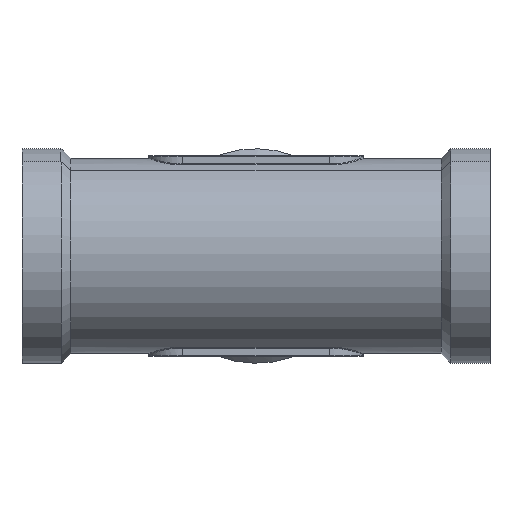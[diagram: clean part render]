
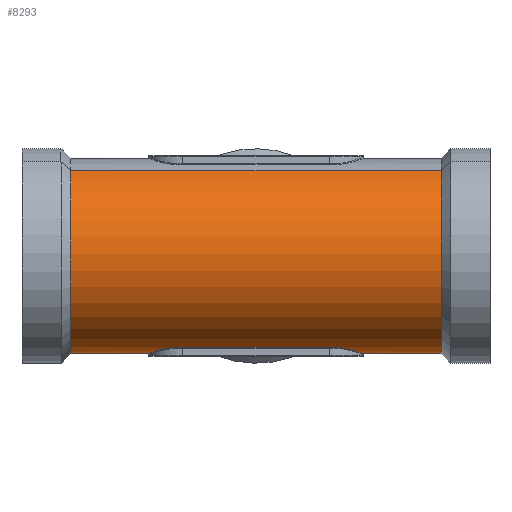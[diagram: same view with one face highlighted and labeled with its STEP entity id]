
A CAD part, left-side view. The second image highlights one B-rep face of the part: STEP entity #8293.
In plain terms, the highlighted cylindrical face has radius 10 mm (diameter 20 mm), a partial arc.
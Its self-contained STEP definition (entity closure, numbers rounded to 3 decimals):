
#114=CARTESIAN_POINT('Axis2P3D Location',(0.,-19.,0.)) ;
#118=CARTESIAN_POINT('Vertex',(-4.794,-19.,8.776)) ;
#120=CARTESIAN_POINT('Vertex',(4.794,-19.,-8.776)) ;
#149=CARTESIAN_POINT('Vertex',(-4.794,19.,8.776)) ;
#165=CARTESIAN_POINT('Vertex',(4.794,19.,-8.776)) ;
#168=CARTESIAN_POINT('Axis2P3D Location',(0.,19.,0.)) ;
#7542=CARTESIAN_POINT('Axis2P3D Location',(0.,12.,0.)) ;
#7556=CARTESIAN_POINT('Vertex',(4.794,5.753,-8.776)) ;
#7559=CARTESIAN_POINT('Line Origine',(4.794,9.5,-8.776)) ;
#7898=CARTESIAN_POINT('Line Origine',(4.794,9.5,-8.776)) ;
#7902=CARTESIAN_POINT('Vertex',(4.794,-5.753,-8.776)) ;
#8171=CARTESIAN_POINT('Control Point',(3.564,4.277,-9.343)) ;
#8172=CARTESIAN_POINT('Control Point',(3.613,4.335,-9.325)) ;
#8173=CARTESIAN_POINT('Control Point',(3.661,4.394,-9.306)) ;
#8174=CARTESIAN_POINT('Control Point',(3.71,4.452,-9.287)) ;
#8175=CARTESIAN_POINT('Control Point',(3.958,4.75,-9.186)) ;
#8176=CARTESIAN_POINT('Control Point',(4.205,5.046,-9.077)) ;
#8177=CARTESIAN_POINT('Control Point',(4.403,5.283,-8.983)) ;
#8178=CARTESIAN_POINT('Control Point',(4.599,5.519,-8.882)) ;
#8179=CARTESIAN_POINT('Control Point',(4.794,5.753,-8.776)) ;
#8180=CARTESIAN_POINT('Vertex',(3.564,4.277,-9.343)) ;
#8210=CARTESIAN_POINT('Control Point',(4.794,-5.753,-8.776)) ;
#8211=CARTESIAN_POINT('Control Point',(4.391,-5.269,-8.996)) ;
#8212=CARTESIAN_POINT('Control Point',(3.98,-4.776,-9.185)) ;
#8213=CARTESIAN_POINT('Control Point',(3.564,-4.277,-9.343)) ;
#8214=CARTESIAN_POINT('Vertex',(3.564,-4.277,-9.343)) ;
#8217=CARTESIAN_POINT('Line Origine',(-4.794,9.5,8.776)) ;
#8222=CARTESIAN_POINT('Line Origine',(3.564,9.5,-9.343)) ;
#8226=CARTESIAN_POINT('Vertex',(3.564,7.5,-9.343)) ;
#8230=CARTESIAN_POINT('Control Point',(-3.564,7.5,-9.343)) ;
#8231=CARTESIAN_POINT('Control Point',(-3.564,8.019,-9.343)) ;
#8232=CARTESIAN_POINT('Control Point',(-3.472,8.539,-9.379)) ;
#8233=CARTESIAN_POINT('Control Point',(-3.286,9.031,-9.449)) ;
#8234=CARTESIAN_POINT('Control Point',(-2.707,10.006,-9.645)) ;
#8235=CARTESIAN_POINT('Control Point',(-1.804,10.695,-9.857)) ;
#8236=CARTESIAN_POINT('Control Point',(-1.237,10.963,-9.952)) ;
#8237=CARTESIAN_POINT('Control Point',(-0.044,11.226,-10.044)) ;
#8238=CARTESIAN_POINT('Control Point',(1.151,10.984,-9.959)) ;
#8239=CARTESIAN_POINT('Control Point',(1.694,10.747,-9.875)) ;
#8240=CARTESIAN_POINT('Control Point',(2.627,10.093,-9.67)) ;
#8241=CARTESIAN_POINT('Control Point',(3.246,9.136,-9.465)) ;
#8242=CARTESIAN_POINT('Control Point',(3.458,8.613,-9.384)) ;
#8243=CARTESIAN_POINT('Control Point',(3.564,8.056,-9.343)) ;
#8244=CARTESIAN_POINT('Control Point',(3.564,7.5,-9.343)) ;
#8245=CARTESIAN_POINT('Vertex',(-3.564,7.5,-9.343)) ;
#8248=CARTESIAN_POINT('Line Origine',(-3.564,9.5,-9.343)) ;
#8252=CARTESIAN_POINT('Vertex',(-3.564,-7.5,-9.343)) ;
#8256=CARTESIAN_POINT('Control Point',(3.564,-7.5,-9.343)) ;
#8257=CARTESIAN_POINT('Control Point',(3.564,-8.019,-9.343)) ;
#8258=CARTESIAN_POINT('Control Point',(3.472,-8.539,-9.379)) ;
#8259=CARTESIAN_POINT('Control Point',(3.286,-9.031,-9.449)) ;
#8260=CARTESIAN_POINT('Control Point',(2.707,-10.006,-9.645)) ;
#8261=CARTESIAN_POINT('Control Point',(1.804,-10.695,-9.857)) ;
#8262=CARTESIAN_POINT('Control Point',(1.237,-10.963,-9.952)) ;
#8263=CARTESIAN_POINT('Control Point',(0.044,-11.226,-10.044)) ;
#8264=CARTESIAN_POINT('Control Point',(-1.151,-10.984,-9.959)) ;
#8265=CARTESIAN_POINT('Control Point',(-1.694,-10.747,-9.875)) ;
#8266=CARTESIAN_POINT('Control Point',(-2.627,-10.093,-9.67)) ;
#8267=CARTESIAN_POINT('Control Point',(-3.246,-9.136,-9.465)) ;
#8268=CARTESIAN_POINT('Control Point',(-3.458,-8.613,-9.384)) ;
#8269=CARTESIAN_POINT('Control Point',(-3.564,-8.056,-9.343)) ;
#8270=CARTESIAN_POINT('Control Point',(-3.564,-7.5,-9.343)) ;
#8271=CARTESIAN_POINT('Vertex',(3.564,-7.5,-9.343)) ;
#8274=CARTESIAN_POINT('Line Origine',(3.564,9.5,-9.343)) ;
#115=DIRECTION('Axis2P3D Direction',(0.,-1.,0.)) ;
#169=DIRECTION('Axis2P3D Direction',(0.,-1.,0.)) ;
#7543=DIRECTION('Axis2P3D Direction',(0.,-1.,-0.)) ;
#7544=DIRECTION('Axis2P3D XDirection',(-0.479,0.,0.878)) ;
#7560=DIRECTION('Vector Direction',(0.,-1.,0.)) ;
#7899=DIRECTION('Vector Direction',(0.,-1.,0.)) ;
#8218=DIRECTION('Vector Direction',(0.,-1.,0.)) ;
#8223=DIRECTION('Vector Direction',(0.,-1.,0.)) ;
#8249=DIRECTION('Vector Direction',(0.,-1.,0.)) ;
#8275=DIRECTION('Vector Direction',(0.,-1.,0.)) ;
#116=AXIS2_PLACEMENT_3D('Circle Axis2P3D',#114,#115,$) ;
#170=AXIS2_PLACEMENT_3D('Circle Axis2P3D',#168,#169,$) ;
#7545=AXIS2_PLACEMENT_3D('Cylinder Axis2P3D',#7542,#7543,#7544) ;
#8280=ORIENTED_EDGE('',*,*,#8216,.T.) ;
#8281=ORIENTED_EDGE('',*,*,#7904,.T.) ;
#8282=ORIENTED_EDGE('',*,*,#122,.F.) ;
#8283=ORIENTED_EDGE('',*,*,#8221,.F.) ;
#8284=ORIENTED_EDGE('',*,*,#172,.T.) ;
#8285=ORIENTED_EDGE('',*,*,#7563,.T.) ;
#8286=ORIENTED_EDGE('',*,*,#8182,.T.) ;
#8287=ORIENTED_EDGE('',*,*,#8228,.T.) ;
#8288=ORIENTED_EDGE('',*,*,#8247,.T.) ;
#8289=ORIENTED_EDGE('',*,*,#8254,.T.) ;
#8290=ORIENTED_EDGE('',*,*,#8273,.T.) ;
#8291=ORIENTED_EDGE('',*,*,#8278,.T.) ;
#7561=VECTOR('Line Direction',#7560,1.) ;
#7900=VECTOR('Line Direction',#7899,1.) ;
#8219=VECTOR('Line Direction',#8218,1.) ;
#8224=VECTOR('Line Direction',#8223,1.) ;
#8250=VECTOR('Line Direction',#8249,1.) ;
#8276=VECTOR('Line Direction',#8275,1.) ;
#8293=ADVANCED_FACE('Corps principal',(#8292),#7546,.T.) ;
#8170=B_SPLINE_CURVE_WITH_KNOTS('',5,(#8171,#8172,#8173,#8174,#8175,#8176,#8177,#8178,#8179),.UNSPECIFIED.,.F.,.U.,(6,3,6),(7.947,8.499,10.781),.UNSPECIFIED.) ;
#8209=B_SPLINE_CURVE_WITH_KNOTS('',3,(#8210,#8211,#8212,#8213),.UNSPECIFIED.,.F.,.U.,(4,4),(11.484,14.318),.UNSPECIFIED.) ;
#8229=B_SPLINE_CURVE_WITH_KNOTS('',5,(#8230,#8231,#8232,#8233,#8234,#8235,#8236,#8237,#8238,#8239,#8240,#8241,#8242,#8243,#8244),.UNSPECIFIED.,.F.,.U.,(6,3,3,3,6),(7.935,11.556,15.854,19.925,23.804),.UNSPECIFIED.) ;
#8255=B_SPLINE_CURVE_WITH_KNOTS('',5,(#8256,#8257,#8258,#8259,#8260,#8261,#8262,#8263,#8264,#8265,#8266,#8267,#8268,#8269,#8270),.UNSPECIFIED.,.F.,.U.,(6,3,3,3,6),(7.935,11.556,15.854,19.925,23.804),.UNSPECIFIED.) ;
#117=CIRCLE('generated circle',#116,10.) ;
#171=CIRCLE('generated circle',#170,10.) ;
#7546=CYLINDRICAL_SURFACE('generated cylinder',#7545,10.) ;
#122=EDGE_CURVE('',#119,#121,#117,.T.) ;
#172=EDGE_CURVE('',#150,#166,#171,.T.) ;
#7563=EDGE_CURVE('',#166,#7557,#7562,.T.) ;
#7904=EDGE_CURVE('',#7903,#121,#7901,.T.) ;
#8182=EDGE_CURVE('',#7557,#8181,#8170,.F.) ;
#8216=EDGE_CURVE('',#8215,#7903,#8209,.F.) ;
#8221=EDGE_CURVE('',#150,#119,#8220,.T.) ;
#8228=EDGE_CURVE('',#8181,#8227,#8225,.F.) ;
#8247=EDGE_CURVE('',#8227,#8246,#8229,.F.) ;
#8254=EDGE_CURVE('',#8246,#8253,#8251,.T.) ;
#8273=EDGE_CURVE('',#8253,#8272,#8255,.F.) ;
#8278=EDGE_CURVE('',#8272,#8215,#8277,.F.) ;
#8279=EDGE_LOOP('',(#8280,#8281,#8282,#8283,#8284,#8285,#8286,#8287,#8288,#8289,#8290,#8291)) ;
#8292=FACE_OUTER_BOUND('',#8279,.T.) ;
#7562=LINE('Line',#7559,#7561) ;
#7901=LINE('Line',#7898,#7900) ;
#8220=LINE('Line',#8217,#8219) ;
#8225=LINE('Line',#8222,#8224) ;
#8251=LINE('Line',#8248,#8250) ;
#8277=LINE('Line',#8274,#8276) ;
#119=VERTEX_POINT('',#118) ;
#121=VERTEX_POINT('',#120) ;
#150=VERTEX_POINT('',#149) ;
#166=VERTEX_POINT('',#165) ;
#7557=VERTEX_POINT('',#7556) ;
#7903=VERTEX_POINT('',#7902) ;
#8181=VERTEX_POINT('',#8180) ;
#8215=VERTEX_POINT('',#8214) ;
#8227=VERTEX_POINT('',#8226) ;
#8246=VERTEX_POINT('',#8245) ;
#8253=VERTEX_POINT('',#8252) ;
#8272=VERTEX_POINT('',#8271) ;
